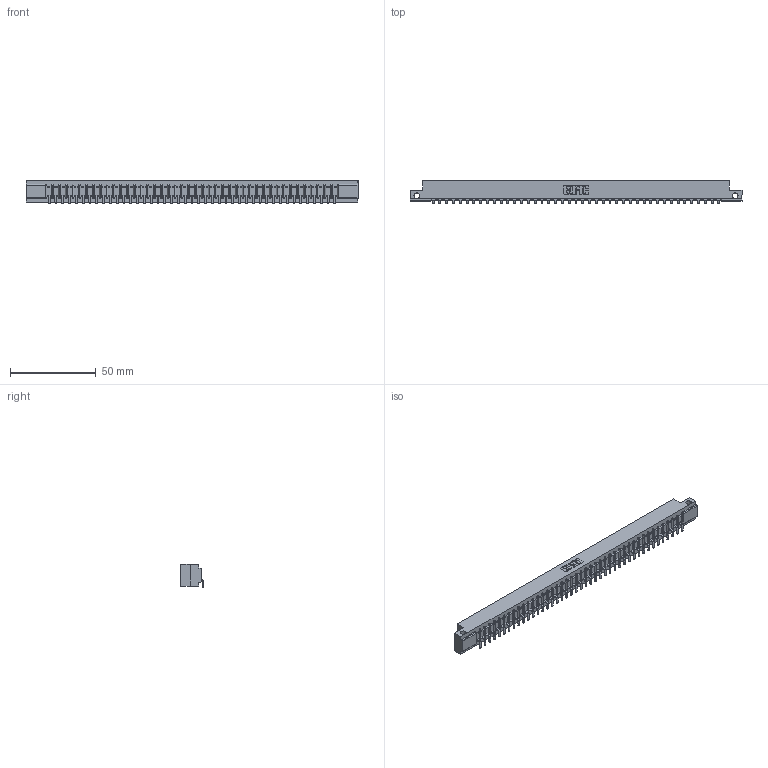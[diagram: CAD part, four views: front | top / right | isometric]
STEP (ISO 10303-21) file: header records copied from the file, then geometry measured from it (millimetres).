
FILE_DESCRIPTION (( 'STEP AP203' ), '1' );
FILE_NAME ('307-043-453-112.STEP', '2020-09-29T20:23:33', ( '' ), ( '' ), 'SwSTEP 2.0', 'SolidWorks 2020', '' );
FILE_SCHEMA (( 'CONFIG_CONTROL_DESIGN' ));
Length unit declared in the file: inch
Products named in the file (3): 307-043-453-112; 307-290-002_553; 307 Part_.128 Dia Side Mounting Holes
Assembly tree (44 placements, depth 2):
  307-043-453-112
    307 Part_.128 Dia Side Mounting Holes
    307-290-002_553  x43
Bounding box: 193.4 x 13.32 x 13.5 mm (x, y, z)
Volume: 20560.9 mm3; surface area: 25856.2 mm2
Topology: 44 solids, 44 shells, 3516 faces, 10815 edges, 7090 vertices
Faces by surface type: plane 2091, cylinder 1337, sphere 88
Entity records: 37596 total; most frequent: CARTESIAN_POINT 6344, ORIENTED_EDGE 6334, DIRECTION 6163, EDGE_CURVE 3167, LINE 2425, VECTOR 2425, VERTEX_POINT 2050, AXIS2_PLACEMENT_3D 1869
